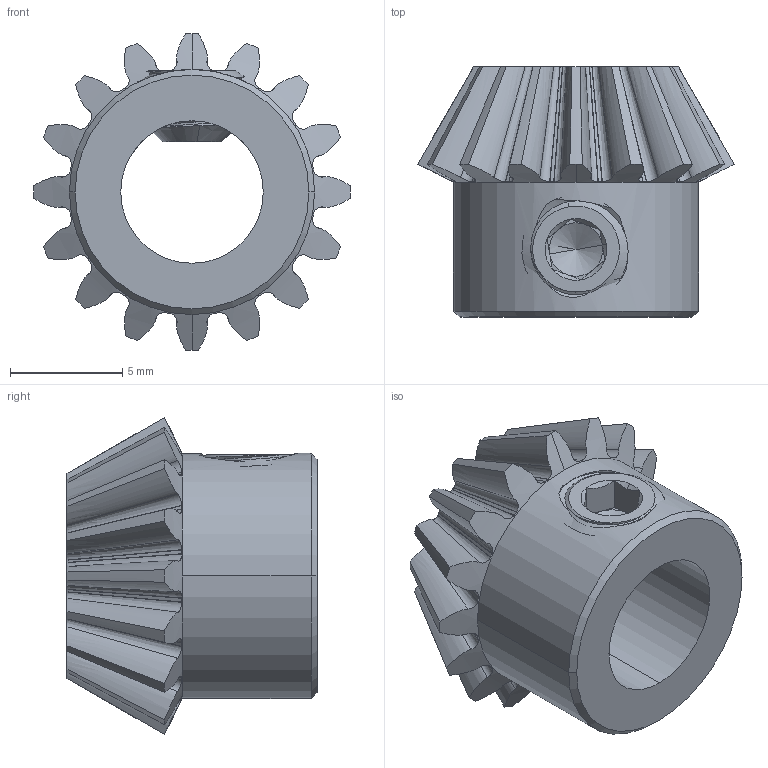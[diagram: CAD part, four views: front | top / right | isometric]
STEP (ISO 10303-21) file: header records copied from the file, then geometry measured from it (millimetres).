
FILE_DESCRIPTION (( 'STEP AP203' ), '1' );
FILE_NAME ('615442 assembly.STEP', '2016-10-04T20:34:24', ( '' ), ( '' ), 'SwSTEP 2.0', 'SolidWorks 2014', '' );
FILE_SCHEMA (( 'CONFIG_CONTROL_DESIGN' ));
Length unit declared in the file: inch
Products named in the file (3): 615442; 632134_91375A436; 615442 assembly
Assembly tree (2 placements, depth 2):
  615442 assembly
    615442
    632134_91375A436
Bounding box: 14.11 x 11.14 x 14.12 mm (x, y, z)
Volume: 646.9 mm3; surface area: 995.2 mm2
Topology: 2 solids, 2 shells, 206 faces, 585 edges, 379 vertices
Faces by surface type: bspline 91, plane 47, cone 36, cylinder 32
Entity records: 16932 total; most frequent: CARTESIAN_POINT 12177, ORIENTED_EDGE 1162, DIRECTION 585, EDGE_CURVE 581, VERTEX_POINT 379, B_SPLINE_CURVE_WITH_KNOTS 242, LINE 217, VECTOR 217
